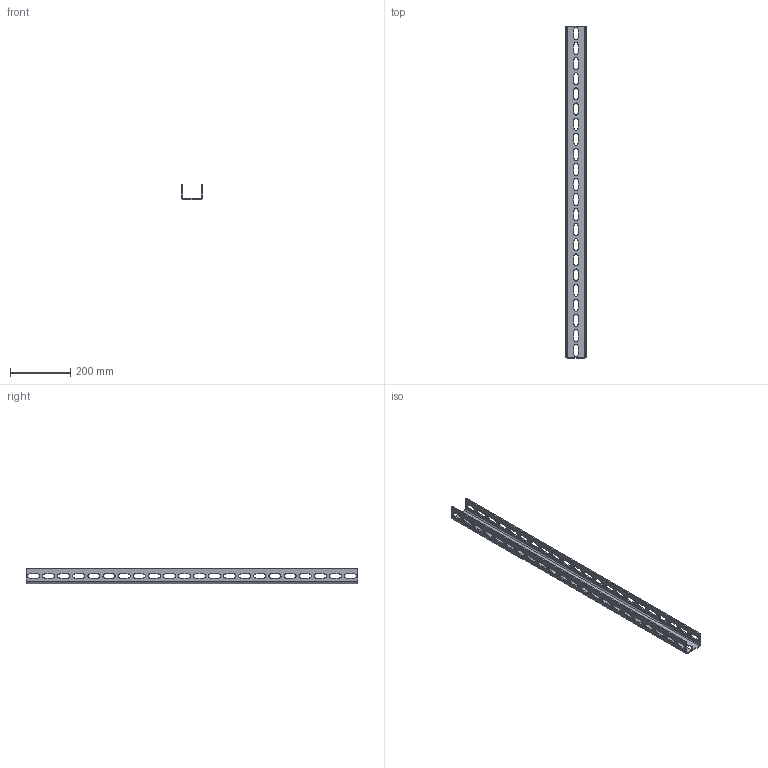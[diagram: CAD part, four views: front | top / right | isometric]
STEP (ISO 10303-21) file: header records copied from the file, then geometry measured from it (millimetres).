
FILE_DESCRIPTION((''),'2;1');
FILE_NAME('6340288_REFERENZ','2012-07-23T',('AndreasKeweloh'),(''),'PRO/ENGINEER BY PARAMETRIC TECHNOLOGY CORPORATION, 2012130','PRO/ENGINEER BY PARAMETRIC TECHNOLOGY CORPORATION, 2012130','');
FILE_SCHEMA(('CONFIG_CONTROL_DESIGN'));
Length unit declared in the file: millimetre
Products named in the file (1): 6340288_REFERENZ
Bounding box: 70 x 1100 x 50 mm (x, y, z)
Volume: 553402.4 mm3; surface area: 312095.3 mm2
Topology: 1 solids, 1 shells, 278 faces, 828 edges, 552 vertices
Faces by surface type: plane 142, cylinder 136
Entity records: 9706 total; most frequent: CARTESIAN_POINT 1658, DIRECTION 1656, ORIENTED_EDGE 1656, EDGE_CURVE 828, VECTOR 556, LINE 556, VERTEX_POINT 552, AXIS2_PLACEMENT_3D 550
